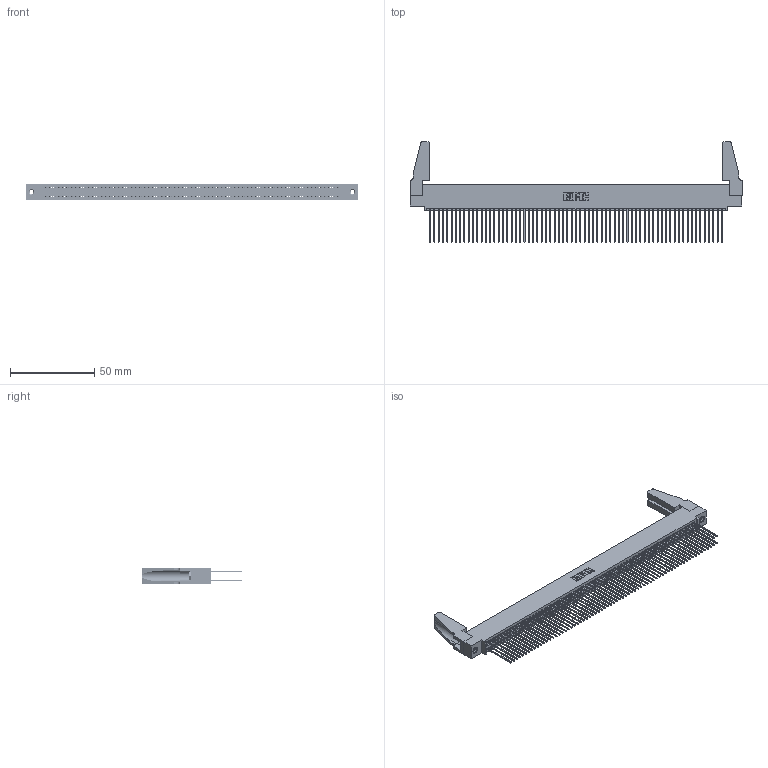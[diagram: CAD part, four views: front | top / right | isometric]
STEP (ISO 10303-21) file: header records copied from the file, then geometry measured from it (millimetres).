
FILE_DESCRIPTION (( 'STEP AP203' ), '1' );
FILE_NAME ('345-138-541-588.STEP', '2019-11-08T15:39:32', ( '' ), ( '' ), 'SwSTEP 2.0', 'SolidWorks 2016', '' );
FILE_SCHEMA (( 'CONFIG_CONTROL_DESIGN' ));
Length unit declared in the file: inch
Products named in the file (5): 345-220-078_345-220-088; 345-292-001_345-293-141; 345 Part_0.110 Offset - 0.156 Dia-TH; 345-138-541-588; 345-250-001_345-250-001-102
Assembly tree (143 placements, depth 2):
  345-138-541-588
    345 Part_0.110 Offset - 0.156 Dia-TH
    345-292-001_345-293-141  x138
    345-250-001_345-250-001-102  x2
    345-220-078_345-220-088  x2
Bounding box: 196.49 x 59.61 x 9.4 mm (x, y, z)
Volume: 23309.1 mm3; surface area: 37106.7 mm2
Topology: 143 solids, 143 shells, 7154 faces, 21229 edges, 13958 vertices
Faces by surface type: plane 4710, cylinder 2428, cone 12, torus 4
Entity records: 52802 total; most frequent: CARTESIAN_POINT 8822, ORIENTED_EDGE 8716, DIRECTION 7750, EDGE_CURVE 4358, LINE 3908, VECTOR 3908, VERTEX_POINT 2898, AXIS2_PLACEMENT_3D 1921
